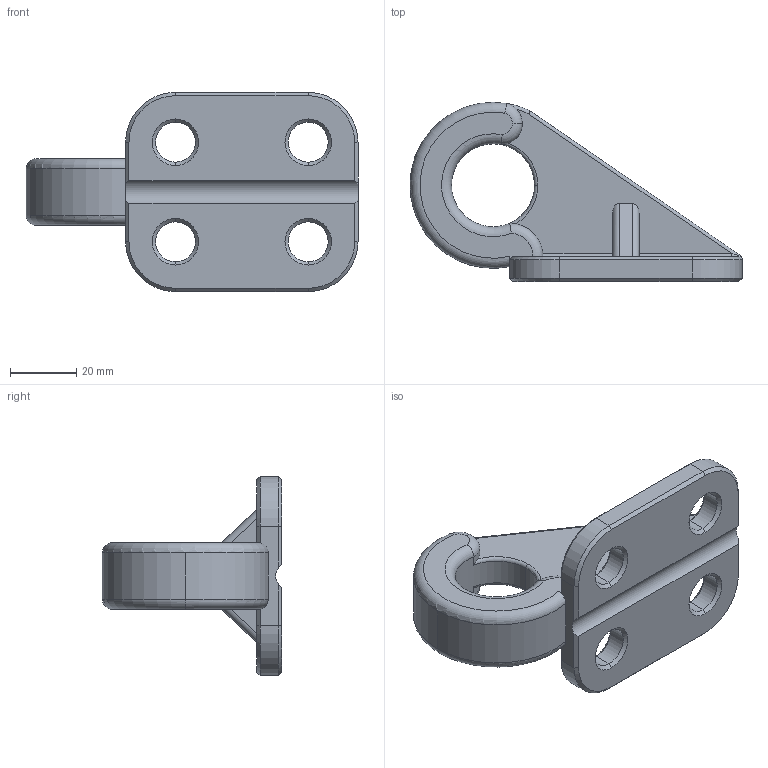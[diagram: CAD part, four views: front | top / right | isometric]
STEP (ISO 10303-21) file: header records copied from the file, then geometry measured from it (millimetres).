
FILE_DESCRIPTION (( 'STEP AP214' ), '1' );
FILE_NAME ('brackwt1.STEP', '2026-01-11T08:26:05', ( '' ), ( '' ), 'SwSTEP 2.0', 'SolidWorks 2025', '' );
FILE_SCHEMA (( 'AUTOMOTIVE_DESIGN' ));
Length unit declared in the file: millimetre
Products named in the file (1): brackwt1
Bounding box: 100 x 54 x 60 mm (x, y, z)
Volume: 60792.3 mm3; surface area: 17510.6 mm2
Topology: 1 solids, 1 shells, 108 faces, 277 edges, 169 vertices
Faces by surface type: cylinder 32, plane 32, cone 24, torus 17, bspline 3
Entity records: 3703 total; most frequent: CARTESIAN_POINT 1084, ORIENTED_EDGE 554, DIRECTION 550, EDGE_CURVE 277, AXIS2_PLACEMENT_3D 211, VERTEX_POINT 169, LINE 128, VECTOR 128
